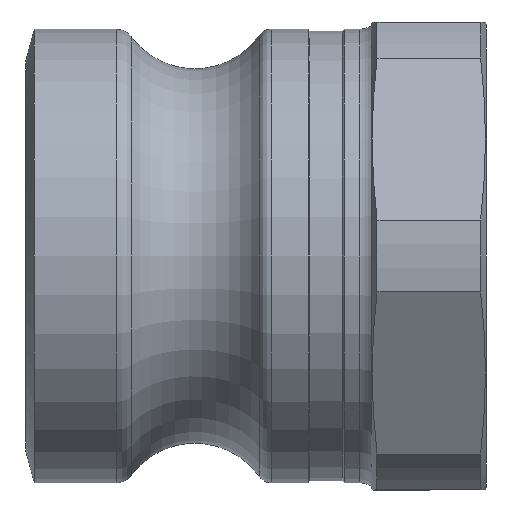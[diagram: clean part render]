
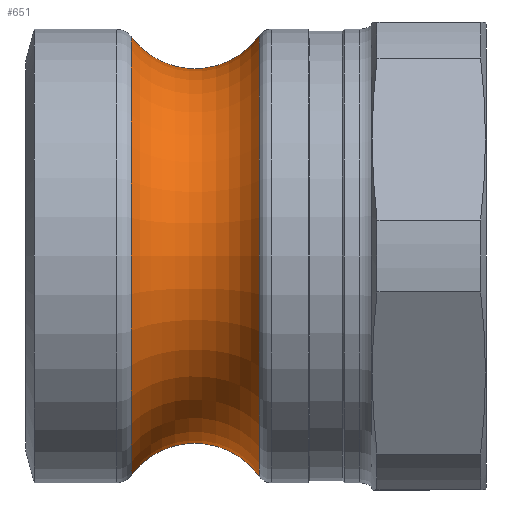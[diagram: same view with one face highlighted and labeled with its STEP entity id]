
A CAD part, front view. The second image highlights one B-rep face of the part: STEP entity #651.
In plain terms, the highlighted toroidal (fillet/blend) face has major radius 37 mm and minor radius 11 mm.
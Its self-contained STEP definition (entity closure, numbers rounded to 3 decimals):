
#16=TOROIDAL_SURFACE('',#752,37.,11.);
#80=FACE_OUTER_BOUND('',#114,.T.);
#114=EDGE_LOOP('',(#556,#557,#558,#559,#560,#561));
#216=CIRCLE('',#749,30.654);
#217=CIRCLE('',#750,30.654);
#219=CIRCLE('',#753,11.);
#220=CIRCLE('',#754,30.481);
#221=CIRCLE('',#755,30.481);
#285=VERTEX_POINT('',#1165);
#286=VERTEX_POINT('',#1166);
#287=VERTEX_POINT('',#1171);
#288=VERTEX_POINT('',#1173);
#376=EDGE_CURVE('',#285,#286,#216,.T.);
#377=EDGE_CURVE('',#286,#285,#217,.T.);
#379=EDGE_CURVE('',#286,#287,#219,.T.);
#380=EDGE_CURVE('',#288,#287,#220,.T.);
#381=EDGE_CURVE('',#287,#288,#221,.T.);
#556=ORIENTED_EDGE('',*,*,#376,.T.);
#557=ORIENTED_EDGE('',*,*,#379,.T.);
#558=ORIENTED_EDGE('',*,*,#380,.F.);
#559=ORIENTED_EDGE('',*,*,#381,.F.);
#560=ORIENTED_EDGE('',*,*,#379,.F.);
#561=ORIENTED_EDGE('',*,*,#377,.T.);
#651=ADVANCED_FACE('',(#80),#16,.F.);
#749=AXIS2_PLACEMENT_3D('',#1167,#939,#940);
#750=AXIS2_PLACEMENT_3D('',#1168,#941,#942);
#752=AXIS2_PLACEMENT_3D('',#1170,#945,#946);
#753=AXIS2_PLACEMENT_3D('',#1172,#947,#948);
#754=AXIS2_PLACEMENT_3D('',#1174,#949,#950);
#755=AXIS2_PLACEMENT_3D('',#1175,#951,#952);
#939=DIRECTION('center_axis',(-1.,0.,0.));
#940=DIRECTION('ref_axis',(0.,-1.,0.));
#941=DIRECTION('center_axis',(-1.,0.,0.));
#942=DIRECTION('ref_axis',(0.,-1.,0.));
#945=DIRECTION('center_axis',(-1.,0.,0.));
#946=DIRECTION('ref_axis',(0.,0.,1.));
#947=DIRECTION('center_axis',(0.,-1.,0.));
#948=DIRECTION('ref_axis',(0.,0.,-1.));
#949=DIRECTION('center_axis',(-1.,0.,0.));
#950=DIRECTION('ref_axis',(0.,-1.,0.));
#951=DIRECTION('center_axis',(-1.,0.,0.));
#952=DIRECTION('ref_axis',(0.,-1.,0.));
#1165=CARTESIAN_POINT('',(32.485,-30.654,0.));
#1166=CARTESIAN_POINT('',(32.485,0.,-30.654));
#1167=CARTESIAN_POINT('Origin',(32.485,0.,
0.));
#1168=CARTESIAN_POINT('Origin',(32.485,0.,
0.));
#1170=CARTESIAN_POINT('Origin',(23.5,0.,
0.));
#1171=CARTESIAN_POINT('',(14.639,0.,-30.481));
#1172=CARTESIAN_POINT('Origin',(23.5,0.,
-37.));
#1173=CARTESIAN_POINT('',(14.639,-30.481,0.));
#1174=CARTESIAN_POINT('Origin',(14.639,0.,
0.));
#1175=CARTESIAN_POINT('Origin',(14.639,0.,
0.));
